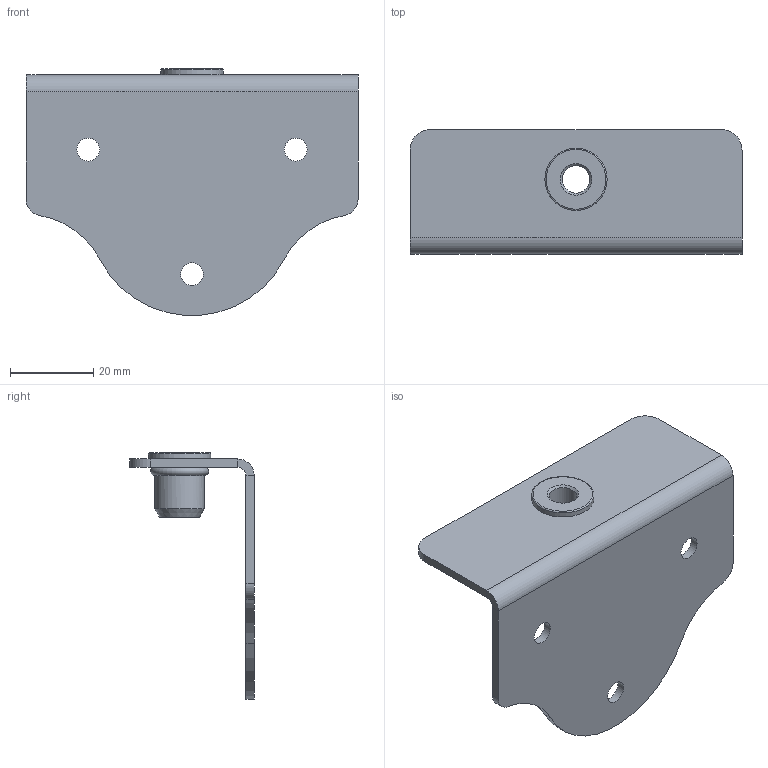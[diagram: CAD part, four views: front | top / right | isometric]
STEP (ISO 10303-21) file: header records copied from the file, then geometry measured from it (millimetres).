
FILE_DESCRIPTION(/* description */ (''),/* implementation_level */ '2;1');
FILE_NAME(/* name */ '0027XA2.stp',/* time_stamp */ '2019-08-05T10:14:20+02:00',/* author */ ('DOMINIQUE'),/* organization */ (''),/* preprocessor_version */ 'ST-DEVELOPER v17.2',/* originating_system */ 'Autodesk Inventor 2019',/* authorisation */ '');
FILE_SCHEMA (('AUTOMOTIVE_DESIGN { 1 0 10303 214 3 1 1 }'));
Length unit declared in the file: millimetre
Products named in the file (3): 90 Platine EQ inox SAF80 - REV B; 0037XA2 chapeau gendarme; Ecrou sertir hexagone M8
Assembly tree (2 placements, depth 2):
  90 Platine EQ inox SAF80 - REV B
    0037XA2 chapeau gendarme
    Ecrou sertir hexagone M8
Bounding box: 80 x 30 x 59.41 mm (x, y, z)
Volume: 12613.3 mm3; surface area: 13300.5 mm2
Topology: 2 solids, 2 shells, 57 faces, 141 edges, 89 vertices
Faces by surface type: plane 38, cylinder 15, cone 2, torus 2
Full cylindrical faces by diameter (mm): 5.5 x3, 6.647 x1, 12 x1, 15 x1
Entity records: 1826 total; most frequent: DIRECTION 322, CARTESIAN_POINT 292, ORIENTED_EDGE 282, EDGE_CURVE 141, AXIS2_PLACEMENT_3D 119, VERTEX_POINT 89, LINE 84, VECTOR 84
